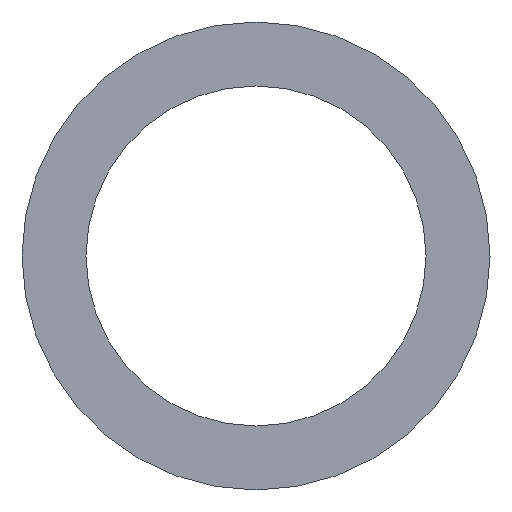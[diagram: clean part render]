
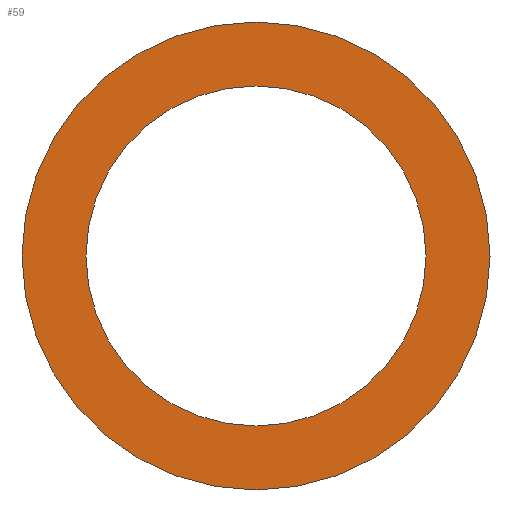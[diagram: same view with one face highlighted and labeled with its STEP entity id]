
A CAD part, left-side view. The second image highlights one B-rep face of the part: STEP entity #59.
In plain terms, the highlighted planar face has unit normal (-1, 0, 0).
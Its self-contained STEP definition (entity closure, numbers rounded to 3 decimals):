
#51 = EDGE_CURVE( '', #81, #67, #121, .T. );
#57 = EDGE_CURVE( '', #97, #83, #127, .T. );
#59 = ADVANCED_FACE( '', ( #129, #130 ), #131, .F. );
#67 = VERTEX_POINT( '', #141 );
#73 = EDGE_CURVE( '', #83, #97, #147, .T. );
#81 = VERTEX_POINT( '', #155 );
#83 = VERTEX_POINT( '', #157 );
#89 = EDGE_CURVE( '', #67, #81, #165, .T. );
#97 = VERTEX_POINT( '', #174 );
#121 = CIRCLE( '', #190, 163.5 );
#127 = CIRCLE( '', #199, 225. );
#129 = FACE_OUTER_BOUND( '', #201, .T. );
#130 = FACE_BOUND( '', #202, .T. );
#131 = PLANE( '', #203 );
#141 = CARTESIAN_POINT( '', ( 0., 0., -163.5 ) );
#147 = CIRCLE( '', #224, 225. );
#155 = CARTESIAN_POINT( '', ( 0., 0., 163.5 ) );
#157 = CARTESIAN_POINT( '', ( 0., 0., -225. ) );
#165 = CIRCLE( '', #246, 163.5 );
#174 = CARTESIAN_POINT( '', ( 0., 0., 225. ) );
#190 = AXIS2_PLACEMENT_3D( '', #266, #267, #268 );
#199 = AXIS2_PLACEMENT_3D( '', #270, #271, #272 );
#201 = EDGE_LOOP( '', ( #274, #275 ) );
#202 = EDGE_LOOP( '', ( #276, #277 ) );
#203 = AXIS2_PLACEMENT_3D( '', #278, #279, #280 );
#224 = AXIS2_PLACEMENT_3D( '', #304, #305, #306 );
#246 = AXIS2_PLACEMENT_3D( '', #319, #320, #321 );
#266 = CARTESIAN_POINT( '', ( 0., 0., 0. ) );
#267 = DIRECTION( '', ( 1., 0., 0. ) );
#268 = DIRECTION( '', ( 0., 0., -1. ) );
#270 = CARTESIAN_POINT( '', ( 0., 0., 0. ) );
#271 = DIRECTION( '', ( 1., 0., 0. ) );
#272 = DIRECTION( '', ( 0., 0., -1. ) );
#274 = ORIENTED_EDGE( '', *, *, #73, .F. );
#275 = ORIENTED_EDGE( '', *, *, #57, .F. );
#276 = ORIENTED_EDGE( '', *, *, #89, .T. );
#277 = ORIENTED_EDGE( '', *, *, #51, .T. );
#278 = CARTESIAN_POINT( '', ( 0., 0., 0. ) );
#279 = DIRECTION( '', ( 1., 0., 0. ) );
#280 = DIRECTION( '', ( 0., 0., -1. ) );
#304 = CARTESIAN_POINT( '', ( 0., 0., 0. ) );
#305 = DIRECTION( '', ( 1., 0., 0. ) );
#306 = DIRECTION( '', ( 0., 0., -1. ) );
#319 = CARTESIAN_POINT( '', ( 0., 0., 0. ) );
#320 = DIRECTION( '', ( 1., 0., 0. ) );
#321 = DIRECTION( '', ( 0., 0., -1. ) );
